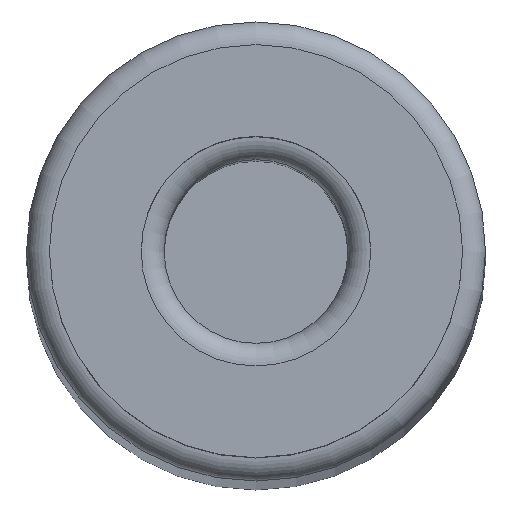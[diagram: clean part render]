
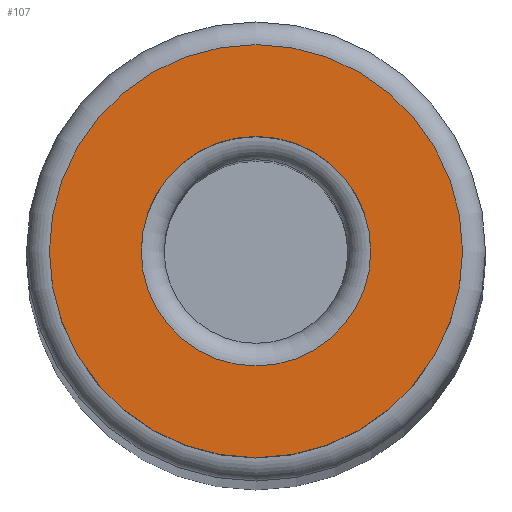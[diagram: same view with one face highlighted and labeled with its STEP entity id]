
A CAD part, top view. The second image highlights one B-rep face of the part: STEP entity #107.
In plain terms, the highlighted planar face has unit normal (0, 0, 1).
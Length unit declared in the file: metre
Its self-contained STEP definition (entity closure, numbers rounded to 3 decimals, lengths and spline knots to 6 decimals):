
#36=ORIENTED_EDGE('',*,*,#48,.T.);
#37=ORIENTED_EDGE('',*,*,#49,.T.);
#48=EDGE_CURVE('',#56,#56,#64,.T.);
#49=EDGE_CURVE('',#57,#57,#65,.T.);
#56=VERTEX_POINT('',#197);
#57=VERTEX_POINT('',#199);
#64=CIRCLE('',#136,0.00125);
#65=CIRCLE('',#137,0.00225);
#76=EDGE_LOOP('',(#36));
#77=EDGE_LOOP('',(#37));
#92=FACE_BOUND('',#76,.T.);
#93=FACE_BOUND('',#77,.T.);
#100=PLANE('',#135);
#107=ADVANCED_FACE('',(#92,#93),#100,.T.);
#135=AXIS2_PLACEMENT_3D('',#195,#166,#167);
#136=AXIS2_PLACEMENT_3D('',#196,#168,#169);
#137=AXIS2_PLACEMENT_3D('',#198,#170,#171);
#166=DIRECTION('',(0.,0.,1.));
#167=DIRECTION('',(1.,0.,0.));
#168=DIRECTION('',(0.,0.,-1.));
#169=DIRECTION('',(1.,0.,0.));
#170=DIRECTION('',(0.,0.,1.));
#171=DIRECTION('',(1.,0.,0.));
#195=CARTESIAN_POINT('',(0.,0.,0.058));
#196=CARTESIAN_POINT('',(0.,0.,0.058));
#197=CARTESIAN_POINT('',(0.00125,0.,0.058));
#198=CARTESIAN_POINT('',(0.,0.,0.058));
#199=CARTESIAN_POINT('',(0.00225,0.,0.058));
